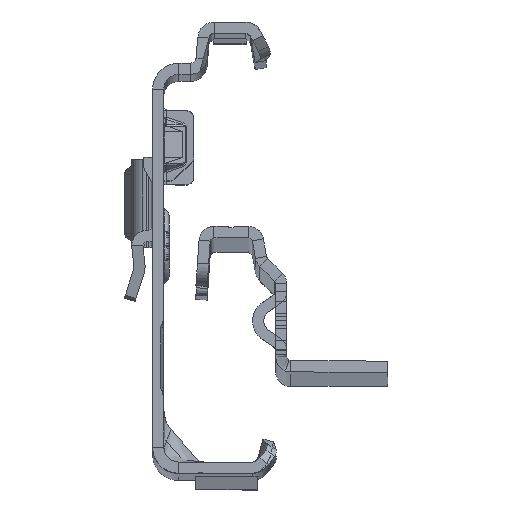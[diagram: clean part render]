
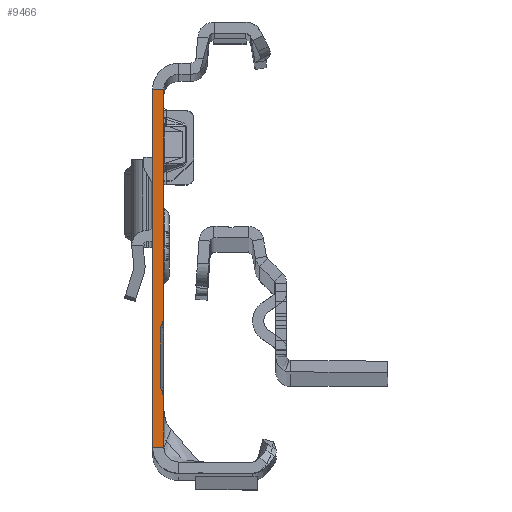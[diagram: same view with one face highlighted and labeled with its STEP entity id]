
A CAD part, top view. The second image highlights one B-rep face of the part: STEP entity #9466.
In plain terms, the highlighted planar face has unit normal (0, 0, 1).
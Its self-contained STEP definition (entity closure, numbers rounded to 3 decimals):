
#26 = VERTEX_POINT ( 'NONE', #3045 ) ;
#168 = VERTEX_POINT ( 'NONE', #18274 ) ;
#496 = EDGE_CURVE ( 'NONE', #23190, #22516, #18754, .T. ) ;
#904 = CIRCLE ( 'NONE', #11159, 2.5 ) ;
#961 = ORIENTED_EDGE ( 'NONE', *, *, #1374, .F. ) ;
#1293 = CARTESIAN_POINT ( 'NONE',  ( -0.4, -9.865, 0. ) ) ;
#1326 = CARTESIAN_POINT ( 'NONE',  ( -2.5, -8.231, 0. ) ) ;
#1374 = EDGE_CURVE ( 'NONE', #168, #23190, #5607, .T. ) ;
#1517 = VECTOR ( 'NONE', #3901, 1000. ) ;
#1748 = DIRECTION ( 'NONE',  ( -1., 0., 0. ) ) ;
#1785 = VERTEX_POINT ( 'NONE', #1293 ) ;
#2450 = ORIENTED_EDGE ( 'NONE', *, *, #15555, .F. ) ;
#2460 = DIRECTION ( 'NONE',  ( 1., 0., 0. ) ) ;
#3010 = CARTESIAN_POINT ( 'NONE',  ( -2.5, -19.499, 0. ) ) ;
#3045 = CARTESIAN_POINT ( 'NONE',  ( -0.306, -18.288, 0. ) ) ;
#3901 = DIRECTION ( 'NONE',  ( -1., 0., 0. ) ) ;
#3914 = EDGE_CURVE ( 'NONE', #16300, #25524, #8655, .T. ) ;
#3938 = CARTESIAN_POINT ( 'NONE',  ( 0., 24.135, 0. ) ) ;
#4328 = VERTEX_POINT ( 'NONE', #23413 ) ;
#4333 = VECTOR ( 'NONE', #26362, 1000. ) ;
#4334 = PLANE ( 'NONE',  #24667 ) ;
#4466 = EDGE_CURVE ( 'NONE', #8671, #26, #25418, .T. ) ;
#4501 = EDGE_CURVE ( 'NONE', #4328, #22966, #904, .T. ) ;
#5607 = CIRCLE ( 'NONE', #7846, 2.5 ) ;
#5728 = ORIENTED_EDGE ( 'NONE', *, *, #17832, .F. ) ;
#6104 = ORIENTED_EDGE ( 'NONE', *, *, #8913, .F. ) ;
#6316 = CARTESIAN_POINT ( 'NONE',  ( -0.234, -9.288, 0. ) ) ;
#6384 = VECTOR ( 'NONE', #23972, 1000. ) ;
#6429 = CARTESIAN_POINT ( 'NONE',  ( -1.5, 22.135, 0. ) ) ;
#7152 = AXIS2_PLACEMENT_3D ( 'NONE', #9294, #21583, #2460 ) ;
#7233 = ORIENTED_EDGE ( 'NONE', *, *, #4501, .F. ) ;
#7353 = EDGE_CURVE ( 'NONE', #25524, #23456, #9071, .T. ) ;
#7368 = DIRECTION ( 'NONE',  ( -1., 0., 0. ) ) ;
#7764 = CARTESIAN_POINT ( 'NONE',  ( 0., -19.499, 0. ) ) ;
#7846 = AXIS2_PLACEMENT_3D ( 'NONE', #1326, #14470, #1748 ) ;
#8004 = DIRECTION ( 'NONE',  ( -0.423, -0.906, 0. ) ) ;
#8232 = CARTESIAN_POINT ( 'NONE',  ( -0.4, -17.865, 0. ) ) ;
#8655 = LINE ( 'NONE', #17170, #1517 ) ;
#8671 = VERTEX_POINT ( 'NONE', #8232 ) ;
#8799 = DIRECTION ( 'NONE',  ( 0., -1., 0. ) ) ;
#8819 = DIRECTION ( 'NONE',  ( 0., -1., 0. ) ) ;
#8871 = DIRECTION ( 'NONE',  ( -1., 0., 0. ) ) ;
#8913 = EDGE_CURVE ( 'NONE', #26, #4328, #20065, .T. ) ;
#8945 = CARTESIAN_POINT ( 'NONE',  ( -1.5, 24.135, 0. ) ) ;
#9071 = LINE ( 'NONE', #20092, #4333 ) ;
#9294 = CARTESIAN_POINT ( 'NONE',  ( 0.6, -17.865, 0. ) ) ;
#9466 = ADVANCED_FACE ( 'NONE', ( #23474 ), #4334, .T. ) ;
#10078 = AXIS2_PLACEMENT_3D ( 'NONE', #24524, #20213, #7368 ) ;
#10656 = CARTESIAN_POINT ( 'NONE',  ( 0., -25.865, 0. ) ) ;
#11096 = LINE ( 'NONE', #23659, #25544 ) ;
#11141 = CARTESIAN_POINT ( 'NONE',  ( -0.234, -18.442, 0. ) ) ;
#11159 = AXIS2_PLACEMENT_3D ( 'NONE', #3010, #12080, #11537 ) ;
#11537 = DIRECTION ( 'NONE',  ( 1., 0., 0. ) ) ;
#12080 = DIRECTION ( 'NONE',  ( 0., 0., -1. ) ) ;
#12259 = ORIENTED_EDGE ( 'NONE', *, *, #24232, .F. ) ;
#12339 = CARTESIAN_POINT ( 'NONE',  ( 0., 24.135, 0. ) ) ;
#12878 = VERTEX_POINT ( 'NONE', #10656 ) ;
#13823 = EDGE_CURVE ( 'NONE', #22516, #1785, #18106, .T. ) ;
#14422 = LINE ( 'NONE', #3938, #25306 ) ;
#14470 = DIRECTION ( 'NONE',  ( 0., 0., -1. ) ) ;
#14632 = VECTOR ( 'NONE', #21909, 1000. ) ;
#15283 = ORIENTED_EDGE ( 'NONE', *, *, #496, .F. ) ;
#15555 = EDGE_CURVE ( 'NONE', #22966, #12878, #14422, .T. ) ;
#15647 = CARTESIAN_POINT ( 'NONE',  ( -0.4, -9.865, 0. ) ) ;
#15705 = ORIENTED_EDGE ( 'NONE', *, *, #3914, .T. ) ;
#16162 = CARTESIAN_POINT ( 'NONE',  ( -0.306, -9.443, 0. ) ) ;
#16300 = VERTEX_POINT ( 'NONE', #23106 ) ;
#16699 = EDGE_CURVE ( 'NONE', #16300, #168, #20972, .T. ) ;
#17170 = CARTESIAN_POINT ( 'NONE',  ( 0., 22.135, 0. ) ) ;
#17215 = ORIENTED_EDGE ( 'NONE', *, *, #16699, .F. ) ;
#17614 = LINE ( 'NONE', #15647, #14632 ) ;
#17660 = CARTESIAN_POINT ( 'NONE',  ( -0.234, -9.288, 0. ) ) ;
#17832 = EDGE_CURVE ( 'NONE', #1785, #8671, #17614, .T. ) ;
#18106 = CIRCLE ( 'NONE', #10078, 1. ) ;
#18274 = CARTESIAN_POINT ( 'NONE',  ( 0., -8.231, 0. ) ) ;
#18754 = LINE ( 'NONE', #6316, #23570 ) ;
#18810 = ORIENTED_EDGE ( 'NONE', *, *, #7353, .T. ) ;
#19300 = CARTESIAN_POINT ( 'NONE',  ( -1.5, -25.865, 0. ) ) ;
#20065 = LINE ( 'NONE', #11141, #6384 ) ;
#20092 = CARTESIAN_POINT ( 'NONE',  ( -1.5, 24.135, 0. ) ) ;
#20115 = ORIENTED_EDGE ( 'NONE', *, *, #4466, .F. ) ;
#20213 = DIRECTION ( 'NONE',  ( 0., 0., 1. ) ) ;
#20838 = DIRECTION ( 'NONE',  ( 0., -1., 0. ) ) ;
#20853 = EDGE_LOOP ( 'NONE', ( #961, #17215, #15705, #18810, #12259, #2450, #7233, #6104, #20115, #5728, #26115, #15283 ) ) ;
#20972 = LINE ( 'NONE', #12339, #24377 ) ;
#21583 = DIRECTION ( 'NONE',  ( 0., 0., 1. ) ) ;
#21909 = DIRECTION ( 'NONE',  ( 0., -1., 0. ) ) ;
#22516 = VERTEX_POINT ( 'NONE', #16162 ) ;
#22950 = DIRECTION ( 'NONE',  ( 0., 0., 1. ) ) ;
#22966 = VERTEX_POINT ( 'NONE', #7764 ) ;
#23106 = CARTESIAN_POINT ( 'NONE',  ( 0., 22.135, 0. ) ) ;
#23190 = VERTEX_POINT ( 'NONE', #17660 ) ;
#23413 = CARTESIAN_POINT ( 'NONE',  ( -0.234, -18.442, 0. ) ) ;
#23456 = VERTEX_POINT ( 'NONE', #19300 ) ;
#23474 = FACE_OUTER_BOUND ( 'NONE', #20853, .T. ) ;
#23570 = VECTOR ( 'NONE', #8004, 1000. ) ;
#23659 = CARTESIAN_POINT ( 'NONE',  ( 0., -25.865, 0. ) ) ;
#23972 = DIRECTION ( 'NONE',  ( 0.423, -0.906, 0. ) ) ;
#24232 = EDGE_CURVE ( 'NONE', #12878, #23456, #11096, .T. ) ;
#24377 = VECTOR ( 'NONE', #20838, 1000. ) ;
#24524 = CARTESIAN_POINT ( 'NONE',  ( 0.6, -9.865, 0. ) ) ;
#24667 = AXIS2_PLACEMENT_3D ( 'NONE', #8945, #22950, #8819 ) ;
#25306 = VECTOR ( 'NONE', #8799, 1000. ) ;
#25418 = CIRCLE ( 'NONE', #7152, 1. ) ;
#25524 = VERTEX_POINT ( 'NONE', #6429 ) ;
#25544 = VECTOR ( 'NONE', #8871, 1000. ) ;
#26115 = ORIENTED_EDGE ( 'NONE', *, *, #13823, .F. ) ;
#26362 = DIRECTION ( 'NONE',  ( 0., -1., 0. ) ) ;
